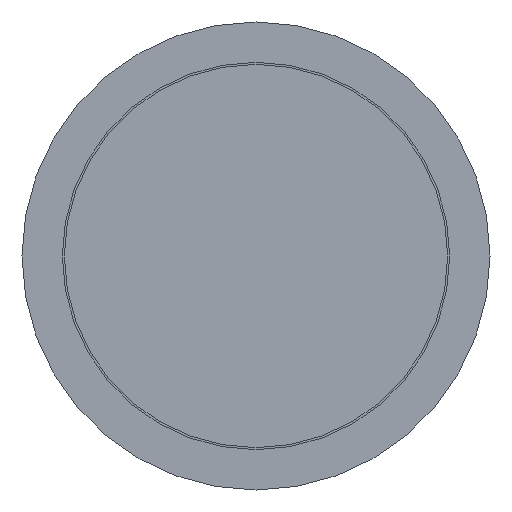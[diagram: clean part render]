
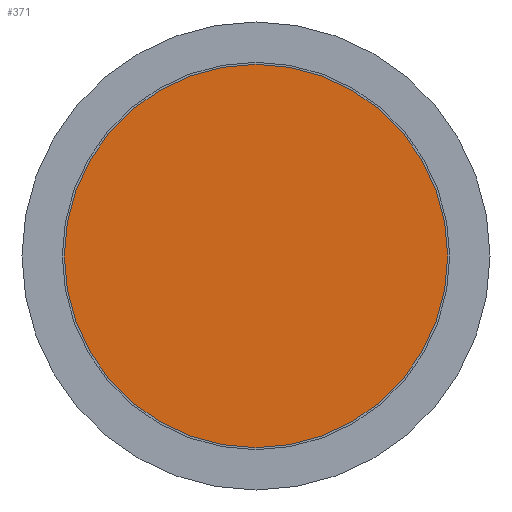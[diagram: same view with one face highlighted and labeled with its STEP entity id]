
A CAD part, front view. The second image highlights one B-rep face of the part: STEP entity #371.
In plain terms, the highlighted planar face has unit normal (0, -1, 0).
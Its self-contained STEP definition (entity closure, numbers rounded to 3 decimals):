
#26 = DIRECTION ( 'NONE',  ( 0., 0., -1. ) ) ;
#31 = CARTESIAN_POINT ( 'NONE',  ( 0., 0., 0. ) ) ;
#40 = CIRCLE ( 'NONE', #57, 23.75 ) ;
#57 = AXIS2_PLACEMENT_3D ( 'NONE', #31, #239, #26 ) ;
#108 = EDGE_LOOP ( 'NONE', ( #246 ) ) ;
#115 = PLANE ( 'NONE',  #244 ) ;
#122 = CARTESIAN_POINT ( 'NONE',  ( 0., 0., -23.75 ) ) ;
#239 = DIRECTION ( 'NONE',  ( 0., -1., 0. ) ) ;
#244 = AXIS2_PLACEMENT_3D ( 'NONE', #452, #536, #372 ) ;
#246 = ORIENTED_EDGE ( 'NONE', *, *, #486, .T. ) ;
#371 = ADVANCED_FACE ( 'NONE', ( #538 ), #115, .F. ) ;
#372 = DIRECTION ( 'NONE',  ( 0., 0., 1. ) ) ;
#452 = CARTESIAN_POINT ( 'NONE',  ( -23.75, 0., 0. ) ) ;
#470 = VERTEX_POINT ( 'NONE', #122 ) ;
#486 = EDGE_CURVE ( 'NONE', #470, #470, #40, .T. ) ;
#536 = DIRECTION ( 'NONE',  ( 0., 1., 0. ) ) ;
#538 = FACE_OUTER_BOUND ( 'NONE', #108, .T. ) ;
